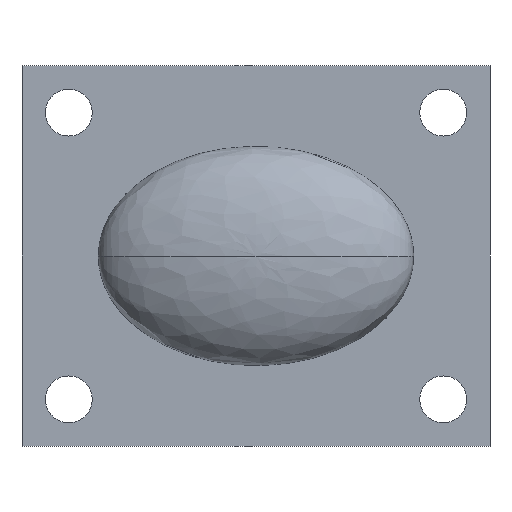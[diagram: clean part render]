
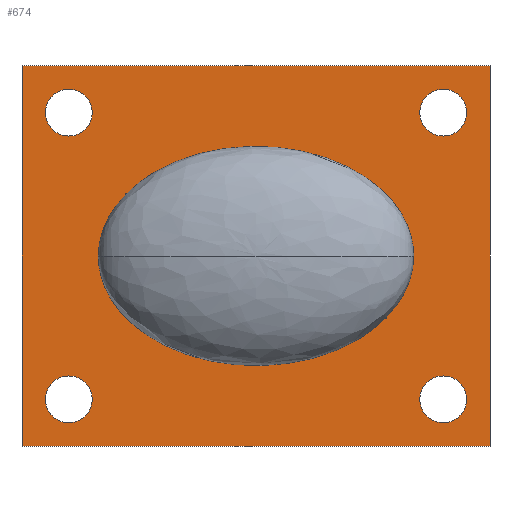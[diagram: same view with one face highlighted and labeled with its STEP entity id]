
A CAD part, front view. The second image highlights one B-rep face of the part: STEP entity #674.
In plain terms, the highlighted planar face has unit normal (0, -1, 0).
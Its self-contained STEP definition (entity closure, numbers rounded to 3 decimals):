
#2 = FACE_BOUND ( 'NONE', #368, .T. ) ;
#8 = CARTESIAN_POINT ( 'NONE',  ( -26.95, 5., 0. ) ) ;
#20 = CARTESIAN_POINT ( 'NONE',  ( -32., 5., -24.5 ) ) ;
#27 = EDGE_LOOP ( 'NONE', ( #586, #187 ) ) ;
#31 = VERTEX_POINT ( 'NONE', #514 ) ;
#32 = DIRECTION ( 'NONE',  ( 0., 0., -1. ) ) ;
#33 = DIRECTION ( 'NONE',  ( 0., 0., -1. ) ) ;
#35 = VERTEX_POINT ( 'NONE', #618 ) ;
#36 = CARTESIAN_POINT ( 'NONE',  ( -40., 5., -32.5 ) ) ;
#38 = EDGE_CURVE ( 'NONE', #119, #35, #430, .T. ) ;
#39 = PLANE ( 'NONE',  #205 ) ;
#41 = EDGE_CURVE ( 'NONE', #561, #176, #315, .T. ) ;
#49 = VERTEX_POINT ( 'NONE', #625 ) ;
#51 = CARTESIAN_POINT ( 'NONE',  ( -26.95, 5., 0. ) ) ;
#55 = CARTESIAN_POINT ( 'NONE',  ( -32., 5., -28.5 ) ) ;
#59 = CARTESIAN_POINT ( 'NONE',  ( -40., 5., -32.5 ) ) ;
#63 = VERTEX_POINT ( 'NONE', #378 ) ;
#74 = CARTESIAN_POINT ( 'NONE',  ( 40., 5., 32.5 ) ) ;
#75 = LINE ( 'NONE', #366, #255 ) ;
#83 = ORIENTED_EDGE ( 'NONE', *, *, #579, .T. ) ;
#88 = CARTESIAN_POINT ( 'NONE',  ( -32., 5., 20.5 ) ) ;
#94 = CARTESIAN_POINT ( 'NONE',  ( 0., 5., 0. ) ) ;
#97 = EDGE_CURVE ( 'NONE', #31, #477, #154, .T. ) ;
#99 = CIRCLE ( 'NONE', #150, 4. ) ;
#108 = DIRECTION ( 'NONE',  ( 0., -1., 0. ) ) ;
#119 = VERTEX_POINT ( 'NONE', #166 ) ;
#121 = ORIENTED_EDGE ( 'NONE', *, *, #122, .F. ) ;
#122 = EDGE_CURVE ( 'NONE', #195, #561, #600, .T. ) ;
#125 = ORIENTED_EDGE ( 'NONE', *, *, #293, .F. ) ;
#130 = EDGE_LOOP ( 'NONE', ( #372, #121, #349, #421 ) ) ;
#135 = VECTOR ( 'NONE', #645, 1000. ) ;
#136 = CARTESIAN_POINT ( 'NONE',  ( 32., 5., -24.5 ) ) ;
#139 = VERTEX_POINT ( 'NONE', #492 ) ;
#144 = FACE_OUTER_BOUND ( 'NONE', #130, .T. ) ;
#150 = AXIS2_PLACEMENT_3D ( 'NONE', #203, #323, #469 ) ;
#154 = CIRCLE ( 'NONE', #519, 4. ) ;
#156 = CARTESIAN_POINT ( 'NONE',  ( -26.95, 5., 37.5 ) ) ;
#158 = DIRECTION ( 'NONE',  ( 0., 0., -1. ) ) ;
#164 = CARTESIAN_POINT ( 'NONE',  ( 26.95, 5., -37.5 ) ) ;
#166 = CARTESIAN_POINT ( 'NONE',  ( 32., 5., -28.5 ) ) ;
#176 = VERTEX_POINT ( 'NONE', #419 ) ;
#178 = DIRECTION ( 'NONE',  ( 0., 0., -1. ) ) ;
#187 = ORIENTED_EDGE ( 'NONE', *, *, #472, .F. ) ;
#193 = CARTESIAN_POINT ( 'NONE',  ( 40., 5., -32.5 ) ) ;
#195 = VERTEX_POINT ( 'NONE', #193 ) ;
#196 = AXIS2_PLACEMENT_3D ( 'NONE', #136, #197, #32 ) ;
#197 = DIRECTION ( 'NONE',  ( 0., -1., 0. ) ) ;
#203 = CARTESIAN_POINT ( 'NONE',  ( 32., 5., 24.5 ) ) ;
#204 = CIRCLE ( 'NONE', #480, 4. ) ;
#205 = AXIS2_PLACEMENT_3D ( 'NONE', #94, #260, #220 ) ;
#208 = EDGE_CURVE ( 'NONE', #176, #351, #75, .T. ) ;
#216 = VERTEX_POINT ( 'NONE', #88 ) ;
#217 = CARTESIAN_POINT ( 'NONE',  ( -26.95, 5., -37.5 ) ) ;
#220 = DIRECTION ( 'NONE',  ( 0., 0., 1. ) ) ;
#223 = CARTESIAN_POINT ( 'NONE',  ( 26.95, 5., 0. ) ) ;
#225 = EDGE_CURVE ( 'NONE', #35, #119, #318, .T. ) ;
#247 = ORIENTED_EDGE ( 'NONE', *, *, #225, .F. ) ;
#254 = ORIENTED_EDGE ( 'NONE', *, *, #416, .T. ) ;
#255 = VECTOR ( 'NONE', #562, 1000. ) ;
#258 = EDGE_CURVE ( 'NONE', #477, #31, #417, .T. ) ;
#260 = DIRECTION ( 'NONE',  ( 0., 1., 0. ) ) ;
#262 = CARTESIAN_POINT ( 'NONE',  ( -32., 5., 28.5 ) ) ;
#273 = CARTESIAN_POINT ( 'NONE',  ( 40., 5., -32.5 ) ) ;
#283 = CARTESIAN_POINT ( 'NONE',  ( 26.95, 5., 0. ) ) ;
#290 = VECTOR ( 'NONE', #503, 1000. ) ;
#292 = DIRECTION ( 'NONE',  ( -1., 0., 0. ) ) ;
#293 = EDGE_CURVE ( 'NONE', #49, #139, #204, .T. ) ;
#297 = DIRECTION ( 'NONE',  ( 0., 0., -1. ) ) ;
#301 = ORIENTED_EDGE ( 'NONE', *, *, #97, .F. ) ;
#304 = DIRECTION ( 'NONE',  ( 0., -1., 0. ) ) ;
#312 = CARTESIAN_POINT ( 'NONE',  ( 32., 5., -24.5 ) ) ;
#315 = LINE ( 'NONE', #36, #290 ) ;
#318 = CIRCLE ( 'NONE', #401, 4. ) ;
#319 = FACE_BOUND ( 'NONE', #500, .T. ) ;
#323 = DIRECTION ( 'NONE',  ( 0., -1., 0. ) ) ;
#335 = DIRECTION ( 'NONE',  ( 0., 0., -1. ) ) ;
#346 = VECTOR ( 'NONE', #292, 1000. ) ;
#349 = ORIENTED_EDGE ( 'NONE', *, *, #460, .F. ) ;
#351 = VERTEX_POINT ( 'NONE', #74 ) ;
#359 = ORIENTED_EDGE ( 'NONE', *, *, #38, .F. ) ;
#366 = CARTESIAN_POINT ( 'NONE',  ( -40., 5., 32.5 ) ) ;
#368 = EDGE_LOOP ( 'NONE', ( #254, #83 ) ) ;
#372 = ORIENTED_EDGE ( 'NONE', *, *, #41, .F. ) ;
#378 = CARTESIAN_POINT ( 'NONE',  ( -26.95, 5., 0. ) ) ;
#387 = CARTESIAN_POINT ( 'NONE',  ( -32., 5., 24.5 ) ) ;
#388 = DIRECTION ( 'NONE',  ( 0., -1., 0. ) ) ;
#390 = CARTESIAN_POINT ( 'NONE',  ( 26.95, 5., 0. ) ) ;
#393 = AXIS2_PLACEMENT_3D ( 'NONE', #486, #490, #297 ) ;
#401 = AXIS2_PLACEMENT_3D ( 'NONE', #312, #304, #33 ) ;
#404 =( BOUNDED_CURVE ( )  B_SPLINE_CURVE ( 3, ( #390, #164, #217, #8 ),
 .UNSPECIFIED., .F., .F. ) 
 B_SPLINE_CURVE_WITH_KNOTS ( ( 4, 4 ),
 ( 0., 3.142 ),
 .UNSPECIFIED. ) 
 CURVE ( )  GEOMETRIC_REPRESENTATION_ITEM ( )  RATIONAL_B_SPLINE_CURVE ( ( 1., 0.333, 0.333, 1. ) ) 
 REPRESENTATION_ITEM ( '' )  );
#416 = EDGE_CURVE ( 'NONE', #572, #63, #404, .T. ) ;
#417 = CIRCLE ( 'NONE', #393, 4. ) ;
#419 = CARTESIAN_POINT ( 'NONE',  ( -40., 5., 32.5 ) ) ;
#421 = ORIENTED_EDGE ( 'NONE', *, *, #208, .F. ) ;
#425 = FACE_BOUND ( 'NONE', #27, .T. ) ;
#430 = CIRCLE ( 'NONE', #196, 4. ) ;
#431 = AXIS2_PLACEMENT_3D ( 'NONE', #478, #642, #158 ) ;
#443 = AXIS2_PLACEMENT_3D ( 'NONE', #387, #108, #335 ) ;
#460 = EDGE_CURVE ( 'NONE', #351, #195, #540, .T. ) ;
#469 = DIRECTION ( 'NONE',  ( 0., 0., -1. ) ) ;
#472 = EDGE_CURVE ( 'NONE', #660, #216, #525, .T. ) ;
#473 = DIRECTION ( 'NONE',  ( 0., 0., -1. ) ) ;
#474 = EDGE_CURVE ( 'NONE', #216, #660, #575, .T. ) ;
#477 = VERTEX_POINT ( 'NONE', #55 ) ;
#478 = CARTESIAN_POINT ( 'NONE',  ( -32., 5., 24.5 ) ) ;
#480 = AXIS2_PLACEMENT_3D ( 'NONE', #649, #527, #473 ) ;
#486 = CARTESIAN_POINT ( 'NONE',  ( -32., 5., -24.5 ) ) ;
#490 = DIRECTION ( 'NONE',  ( 0., -1., 0. ) ) ;
#492 = CARTESIAN_POINT ( 'NONE',  ( 32., 5., 28.5 ) ) ;
#500 = EDGE_LOOP ( 'NONE', ( #609, #301 ) ) ;
#503 = DIRECTION ( 'NONE',  ( 0., 0., 1. ) ) ;
#510 =( BOUNDED_CURVE ( )  B_SPLINE_CURVE ( 3, ( #51, #156, #591, #223 ),
 .UNSPECIFIED., .F., .T. ) 
 B_SPLINE_CURVE_WITH_KNOTS ( ( 4, 4 ),
 ( 3.142, 6.283 ),
 .UNSPECIFIED. ) 
 CURVE ( )  GEOMETRIC_REPRESENTATION_ITEM ( )  RATIONAL_B_SPLINE_CURVE ( ( 1., 0.333, 0.333, 1. ) ) 
 REPRESENTATION_ITEM ( '' )  );
#514 = CARTESIAN_POINT ( 'NONE',  ( -32., 5., -20.5 ) ) ;
#517 = ORIENTED_EDGE ( 'NONE', *, *, #659, .F. ) ;
#519 = AXIS2_PLACEMENT_3D ( 'NONE', #20, #388, #178 ) ;
#525 = CIRCLE ( 'NONE', #431, 4. ) ;
#527 = DIRECTION ( 'NONE',  ( 0., -1., 0. ) ) ;
#540 = LINE ( 'NONE', #273, #135 ) ;
#561 = VERTEX_POINT ( 'NONE', #59 ) ;
#562 = DIRECTION ( 'NONE',  ( 1., 0., 0. ) ) ;
#572 = VERTEX_POINT ( 'NONE', #283 ) ;
#575 = CIRCLE ( 'NONE', #443, 4. ) ;
#577 = FACE_BOUND ( 'NONE', #669, .T. ) ;
#579 = EDGE_CURVE ( 'NONE', #63, #572, #510, .T. ) ;
#586 = ORIENTED_EDGE ( 'NONE', *, *, #474, .F. ) ;
#591 = CARTESIAN_POINT ( 'NONE',  ( 26.95, 5., 37.5 ) ) ;
#600 = LINE ( 'NONE', #652, #346 ) ;
#609 = ORIENTED_EDGE ( 'NONE', *, *, #258, .F. ) ;
#618 = CARTESIAN_POINT ( 'NONE',  ( 32., 5., -20.5 ) ) ;
#624 = FACE_BOUND ( 'NONE', #664, .T. ) ;
#625 = CARTESIAN_POINT ( 'NONE',  ( 32., 5., 20.5 ) ) ;
#642 = DIRECTION ( 'NONE',  ( 0., -1., 0. ) ) ;
#645 = DIRECTION ( 'NONE',  ( 0., 0., -1. ) ) ;
#649 = CARTESIAN_POINT ( 'NONE',  ( 32., 5., 24.5 ) ) ;
#652 = CARTESIAN_POINT ( 'NONE',  ( -40., 5., -32.5 ) ) ;
#659 = EDGE_CURVE ( 'NONE', #139, #49, #99, .T. ) ;
#660 = VERTEX_POINT ( 'NONE', #262 ) ;
#664 = EDGE_LOOP ( 'NONE', ( #125, #517 ) ) ;
#669 = EDGE_LOOP ( 'NONE', ( #359, #247 ) ) ;
#674 = ADVANCED_FACE ( 'NONE', ( #319, #425, #624, #577, #2, #144 ), #39, .F. ) ;
